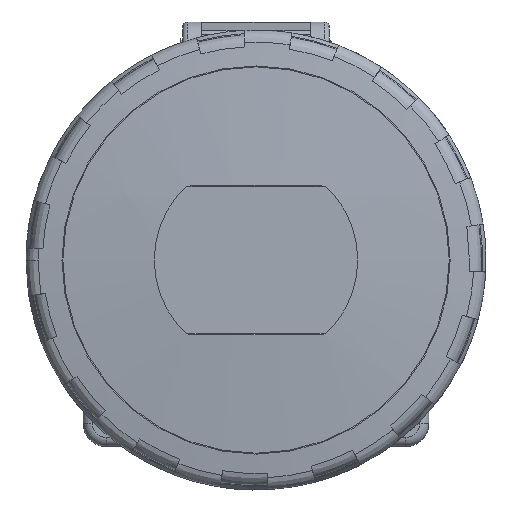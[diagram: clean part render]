
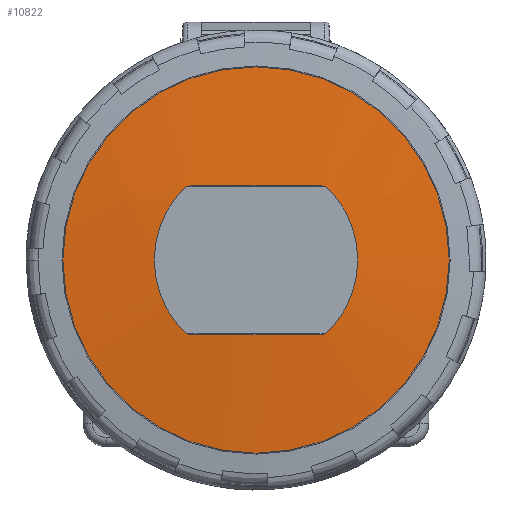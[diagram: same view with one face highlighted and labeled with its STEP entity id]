
A CAD part, front view. The second image highlights one B-rep face of the part: STEP entity #10822.
In plain terms, the highlighted spherical face has radius 380 mm.
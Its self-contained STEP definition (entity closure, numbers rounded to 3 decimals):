
#1787=FACE_BOUND('',#16359,.T.);
#1788=FACE_BOUND('',#16360,.T.);
#10822=ADVANCED_FACE('',(#1787,#1788),#13627,.T.);
#13627=SPHERICAL_SURFACE('',#46143,380.);
#16359=EDGE_LOOP('',(#19588));
#16360=EDGE_LOOP('',(#19589,#19590,#19591,#19592));
#19588=ORIENTED_EDGE('',*,*,#37190,.F.);
#19589=ORIENTED_EDGE('',*,*,#37191,.T.);
#19590=ORIENTED_EDGE('',*,*,#37192,.T.);
#19591=ORIENTED_EDGE('',*,*,#37193,.T.);
#19592=ORIENTED_EDGE('',*,*,#37194,.T.);
#32985=VERTEX_POINT('',#63905);
#32986=VERTEX_POINT('',#63907);
#32987=VERTEX_POINT('',#63908);
#32988=VERTEX_POINT('',#63910);
#32989=VERTEX_POINT('',#63912);
#37190=EDGE_CURVE('',#32985,#32985,#43886,.T.);
#37191=EDGE_CURVE('',#32986,#32987,#43887,.T.);
#37192=EDGE_CURVE('',#32987,#32988,#43888,.T.);
#37193=EDGE_CURVE('',#32988,#32989,#43889,.T.);
#37194=EDGE_CURVE('',#32989,#32986,#43890,.T.);
#43886=CIRCLE('',#46138,42.2);
#43887=CIRCLE('',#46139,301.368);
#43888=CIRCLE('',#46140,22.217);
#43889=CIRCLE('',#46141,301.368);
#43890=CIRCLE('',#46142,22.217);
#46138=AXIS2_PLACEMENT_3D('',#63904,#51168,#51169);
#46139=AXIS2_PLACEMENT_3D('',#63906,#51170,#51171);
#46140=AXIS2_PLACEMENT_3D('',#63909,#51172,#51173);
#46141=AXIS2_PLACEMENT_3D('',#63911,#51174,#51175);
#46142=AXIS2_PLACEMENT_3D('',#63913,#51176,#51177);
#46143=AXIS2_PLACEMENT_3D('',#63914,#51178,#51179);
#51168=DIRECTION('',(0.,1.,0.));
#51169=DIRECTION('',(1.,0.,0.));
#51170=DIRECTION('',(0.,0.643,-0.766));
#51171=DIRECTION('',(0.,-0.766,-0.643));
#51172=DIRECTION('',(0.,1.,0.));
#51173=DIRECTION('',(-1.,0.,0.));
#51174=DIRECTION('',(0.,0.643,0.766));
#51175=DIRECTION('',(0.,0.766,-0.643));
#51176=DIRECTION('',(0.,1.,0.));
#51177=DIRECTION('',(-1.,0.,0.));
#51178=DIRECTION('',(0.,0.,-1.));
#51179=DIRECTION('',(1.,0.,0.));
#63904=CARTESIAN_POINT('',(0.,-119.45,0.));
#63905=CARTESIAN_POINT('',(42.2,-119.45,0.));
#63906=CARTESIAN_POINT('',(0.,109.416,177.315));
#63907=CARTESIAN_POINT('',(15.253,-121.15,-16.153));
#63908=CARTESIAN_POINT('',(-15.253,-121.15,-16.153));
#63909=CARTESIAN_POINT('',(0.,-121.15,0.));
#63910=CARTESIAN_POINT('',(-15.253,-121.15,16.153));
#63911=CARTESIAN_POINT('',(0.,109.416,-177.315));
#63912=CARTESIAN_POINT('',(15.253,-121.15,16.153));
#63913=CARTESIAN_POINT('',(0.,-121.15,0.));
#63914=CARTESIAN_POINT('',(0.,258.2,0.));
